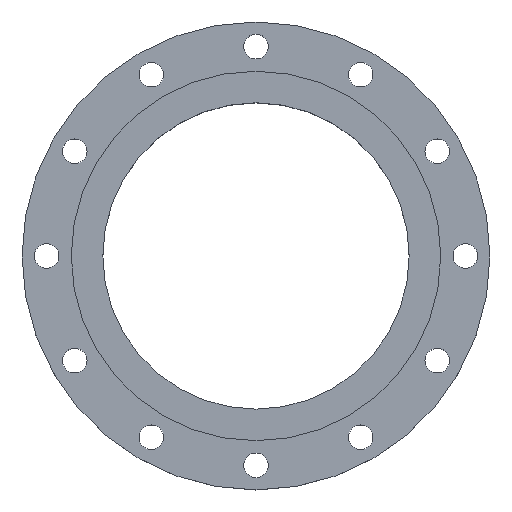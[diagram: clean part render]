
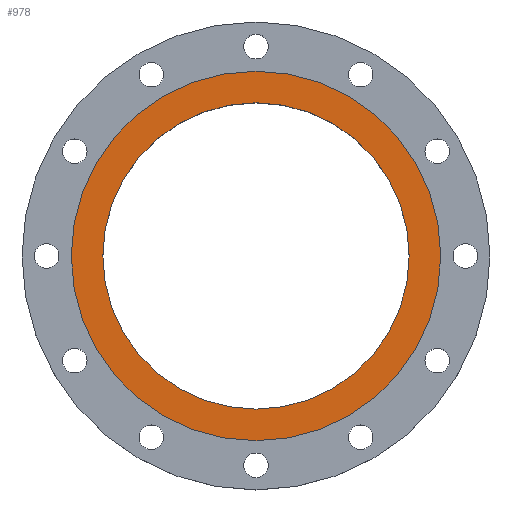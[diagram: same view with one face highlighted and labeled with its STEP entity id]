
A CAD part, top view. The second image highlights one B-rep face of the part: STEP entity #978.
In plain terms, the highlighted planar face has unit normal (0, 0, 1).
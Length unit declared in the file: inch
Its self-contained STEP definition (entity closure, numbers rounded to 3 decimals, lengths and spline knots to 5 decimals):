
#71 = DIRECTION ( 'NONE',  ( 0., 0., 1. ) ) ;
#83 = CIRCLE ( 'NONE', #915, 6.219 ) ;
#90 = ORIENTED_EDGE ( 'NONE', *, *, #1025, .T. ) ;
#127 = AXIS2_PLACEMENT_3D ( 'NONE', #1046, #930, #578 ) ;
#275 = CARTESIAN_POINT ( 'NONE',  ( 0., 0., 0. ) ) ;
#297 = CARTESIAN_POINT ( 'NONE',  ( 7.5, 0., 0. ) ) ;
#320 = DIRECTION ( 'NONE',  ( 1., 0., 0. ) ) ;
#340 = DIRECTION ( 'NONE',  ( 1., 0., 0. ) ) ;
#354 = AXIS2_PLACEMENT_3D ( 'NONE', #1105, #71, #320 ) ;
#405 = DIRECTION ( 'NONE',  ( 1., 0., 0. ) ) ;
#411 = VERTEX_POINT ( 'NONE', #660 ) ;
#435 = CIRCLE ( 'NONE', #354, 7.5 ) ;
#458 = CIRCLE ( 'NONE', #530, 7.5 ) ;
#511 = CARTESIAN_POINT ( 'NONE',  ( 0., 0., 0. ) ) ;
#530 = AXIS2_PLACEMENT_3D ( 'NONE', #664, #1329, #340 ) ;
#536 = EDGE_CURVE ( 'NONE', #411, #1373, #83, .T. ) ;
#578 = DIRECTION ( 'NONE',  ( -1., 0., 0. ) ) ;
#584 = PLANE ( 'NONE',  #127 ) ;
#600 = ORIENTED_EDGE ( 'NONE', *, *, #1444, .T. ) ;
#632 = EDGE_LOOP ( 'NONE', ( #600, #90 ) ) ;
#660 = CARTESIAN_POINT ( 'NONE',  ( 6.219, 0., 0. ) ) ;
#664 = CARTESIAN_POINT ( 'NONE',  ( 0., 0., 0. ) ) ;
#677 = AXIS2_PLACEMENT_3D ( 'NONE', #275, #721, #405 ) ;
#697 = FACE_OUTER_BOUND ( 'NONE', #632, .T. ) ;
#721 = DIRECTION ( 'NONE',  ( 0., 0., 1. ) ) ;
#741 = CARTESIAN_POINT ( 'NONE',  ( -6.219, 0., 0. ) ) ;
#770 = ORIENTED_EDGE ( 'NONE', *, *, #536, .F. ) ;
#815 = VERTEX_POINT ( 'NONE', #297 ) ;
#822 = FACE_BOUND ( 'NONE', #1307, .T. ) ;
#900 = CARTESIAN_POINT ( 'NONE',  ( -7.5, 0., 0. ) ) ;
#915 = AXIS2_PLACEMENT_3D ( 'NONE', #511, #1288, #1150 ) ;
#930 = DIRECTION ( 'NONE',  ( 0., 0., -1. ) ) ;
#978 = ADVANCED_FACE ( 'NONE', ( #822, #697 ), #584, .F. ) ;
#1025 = EDGE_CURVE ( 'NONE', #1424, #815, #435, .T. ) ;
#1046 = CARTESIAN_POINT ( 'NONE',  ( 0., 6.219, 0. ) ) ;
#1105 = CARTESIAN_POINT ( 'NONE',  ( 0., 0., 0. ) ) ;
#1116 = CIRCLE ( 'NONE', #677, 6.219 ) ;
#1150 = DIRECTION ( 'NONE',  ( 1., 0., 0. ) ) ;
#1236 = ORIENTED_EDGE ( 'NONE', *, *, #1334, .F. ) ;
#1288 = DIRECTION ( 'NONE',  ( 0., 0., 1. ) ) ;
#1307 = EDGE_LOOP ( 'NONE', ( #770, #1236 ) ) ;
#1329 = DIRECTION ( 'NONE',  ( 0., 0., 1. ) ) ;
#1334 = EDGE_CURVE ( 'NONE', #1373, #411, #1116, .T. ) ;
#1373 = VERTEX_POINT ( 'NONE', #741 ) ;
#1424 = VERTEX_POINT ( 'NONE', #900 ) ;
#1444 = EDGE_CURVE ( 'NONE', #815, #1424, #458, .T. ) ;
